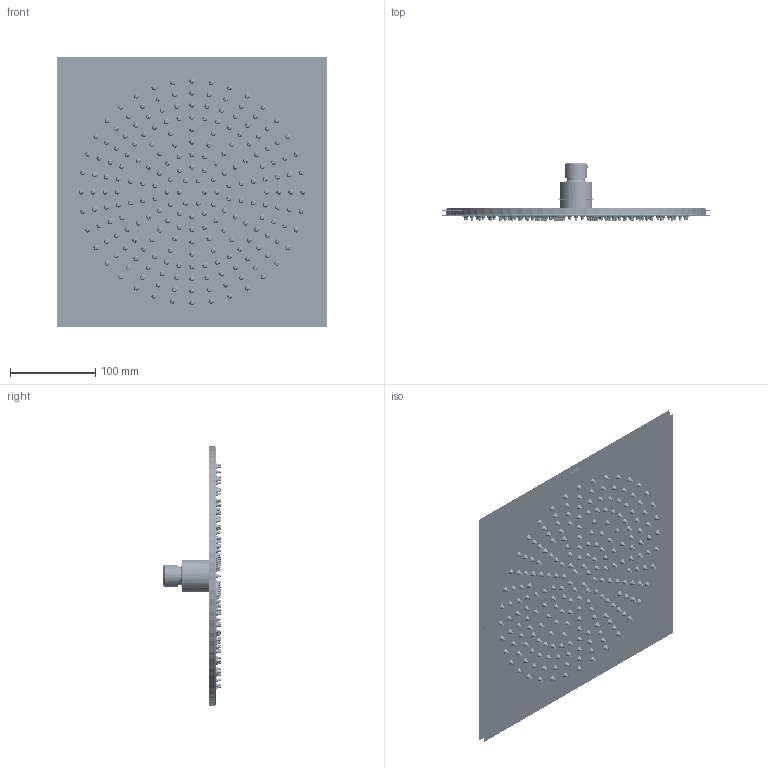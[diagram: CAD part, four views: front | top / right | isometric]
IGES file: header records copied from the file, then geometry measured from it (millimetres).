
Start section:  PTC IGES file: 1213-0021-5-c0_asm.igs
Global section: file name: 1213-0021-5-c0_asm.igs; native system: Pro/ENGINEER by Parametric Technology Corporation; preprocessor: 2009360; author: user321; organization: Unknown; date: 20191126.180334; units: millimetre
Bounding box: 316.16 x 66.89 x 316.16 mm (x, y, z)
Volume: 623136 mm3; surface area: 23924886.9 mm2
Topology: 2 solids, 4 shells, 3078 faces, 14386 edges, 18383 vertices
Faces by surface type: revolution 1912, bspline 1166
